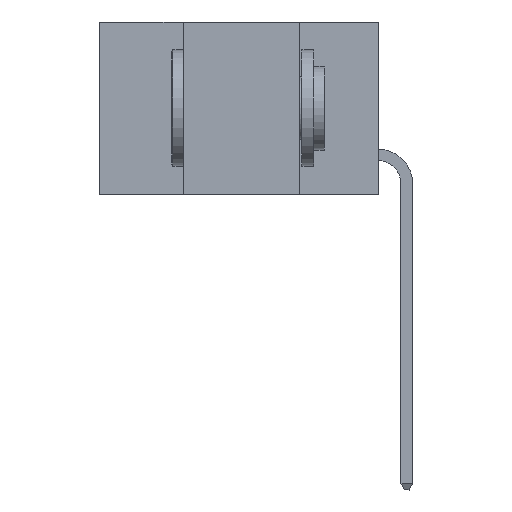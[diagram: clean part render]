
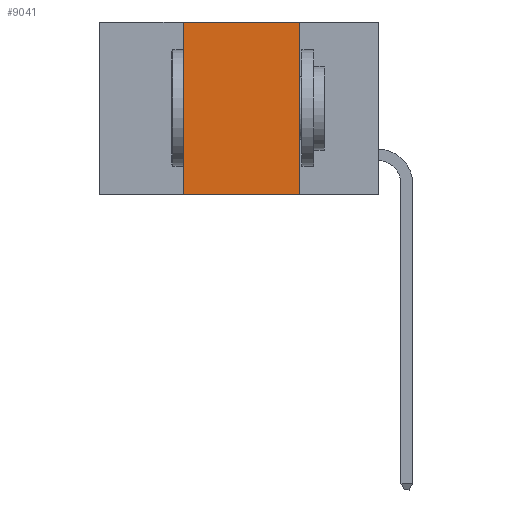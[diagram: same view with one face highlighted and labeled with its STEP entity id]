
A CAD part, left-side view. The second image highlights one B-rep face of the part: STEP entity #9041.
In plain terms, the highlighted planar face has unit normal (-1, 0, 0).
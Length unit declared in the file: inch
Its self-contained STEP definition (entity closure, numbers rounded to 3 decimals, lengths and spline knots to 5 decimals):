
#791 = LINE ( 'NONE', #4698, #8683 ) ;
#801 = ORIENTED_EDGE ( 'NONE', *, *, #6293, .F. ) ;
#1061 = DIRECTION ( 'NONE',  ( 0., -1., 0. ) ) ;
#2210 = CARTESIAN_POINT ( 'NONE',  ( 0., 0.6, -0.37 ) ) ;
#2323 = CARTESIAN_POINT ( 'NONE',  ( 0., 0.17, -0.37 ) ) ;
#2396 = VERTEX_POINT ( 'NONE', #12247 ) ;
#2597 = DIRECTION ( 'NONE',  ( 1., 0., 0. ) ) ;
#3238 = CARTESIAN_POINT ( 'NONE',  ( 0., 0.42, -0.37 ) ) ;
#3551 = PLANE ( 'NONE',  #6346 ) ;
#3639 = EDGE_CURVE ( 'NONE', #5040, #7782, #5683, .T. ) ;
#3736 = DIRECTION ( 'NONE',  ( 0., 0., -1. ) ) ;
#3888 = EDGE_CURVE ( 'NONE', #7782, #9167, #791, .T. ) ;
#4698 = CARTESIAN_POINT ( 'NONE',  ( 0., 0.17, -0.37 ) ) ;
#5027 = CARTESIAN_POINT ( 'NONE',  ( 0., 0.6, 0. ) ) ;
#5040 = VERTEX_POINT ( 'NONE', #7956 ) ;
#5304 = ORIENTED_EDGE ( 'NONE', *, *, #3888, .F. ) ;
#5336 = DIRECTION ( 'NONE',  ( 0., -1., 0. ) ) ;
#5683 = LINE ( 'NONE', #5027, #12312 ) ;
#6293 = EDGE_CURVE ( 'NONE', #2396, #5040, #8080, .T. ) ;
#6346 = AXIS2_PLACEMENT_3D ( 'NONE', #11303, #2597, #6493 ) ;
#6493 = DIRECTION ( 'NONE',  ( 0., 0., -1. ) ) ;
#7782 = VERTEX_POINT ( 'NONE', #10838 ) ;
#7956 = CARTESIAN_POINT ( 'NONE',  ( 0., 0.42, 0. ) ) ;
#8080 = LINE ( 'NONE', #3238, #11351 ) ;
#8218 = DIRECTION ( 'NONE',  ( 0., 0., 1. ) ) ;
#8683 = VECTOR ( 'NONE', #3736, 39.37008 ) ;
#8754 = ORIENTED_EDGE ( 'NONE', *, *, #3639, .F. ) ;
#9041 = ADVANCED_FACE ( 'NONE', ( #12248 ), #3551, .F. ) ;
#9167 = VERTEX_POINT ( 'NONE', #2323 ) ;
#10459 = EDGE_CURVE ( 'NONE', #2396, #9167, #12117, .T. ) ;
#10838 = CARTESIAN_POINT ( 'NONE',  ( 0., 0.17, 0. ) ) ;
#11196 = EDGE_LOOP ( 'NONE', ( #5304, #8754, #801, #12331 ) ) ;
#11303 = CARTESIAN_POINT ( 'NONE',  ( 0., 0.6, 0. ) ) ;
#11351 = VECTOR ( 'NONE', #8218, 39.37008 ) ;
#11629 = VECTOR ( 'NONE', #5336, 39.37008 ) ;
#12117 = LINE ( 'NONE', #2210, #11629 ) ;
#12247 = CARTESIAN_POINT ( 'NONE',  ( 0., 0.42, -0.37 ) ) ;
#12248 = FACE_OUTER_BOUND ( 'NONE', #11196, .T. ) ;
#12312 = VECTOR ( 'NONE', #1061, 39.37008 ) ;
#12331 = ORIENTED_EDGE ( 'NONE', *, *, #10459, .T. ) ;
